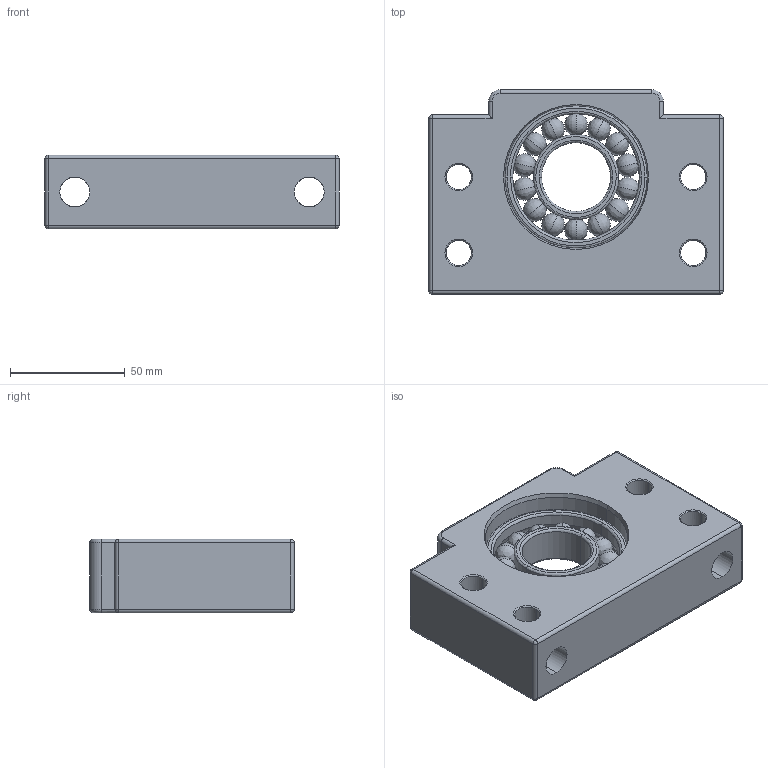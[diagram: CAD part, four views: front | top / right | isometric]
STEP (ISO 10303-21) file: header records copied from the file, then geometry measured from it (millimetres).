
FILE_DESCRIPTION (( 'STEP AP214' ), '1' );
FILE_NAME ('BF30疒玉.STEP', '2018-12-10T04:59:13', ( 'Windows 荤侩磊' ), ( '' ), 'SwSTEP 2.0', 'SolidWorks 2013', '' );
FILE_SCHEMA (( 'AUTOMOTIVE_DESIGN' ));
Length unit declared in the file: millimetre
Products named in the file (3): BF30疒玉; 6206ZZ; BF30軸承座_體(成_)
Assembly tree (2 placements, depth 2):
  BF30疒玉
    BF30軸承座_體(成_)
    6206ZZ
Bounding box: 128 x 89 x 32 mm (x, y, z)
Volume: 239202.7 mm3; surface area: 57560.6 mm2
Topology: 17 solids, 17 shells, 162 faces, 408 edges, 210 vertices
Faces by surface type: cylinder 60, bspline 50, cone 24, plane 16, sphere 8, torus 4
Entity records: 5879 total; most frequent: CARTESIAN_POINT 2267, DIRECTION 702, ORIENTED_EDGE 688, EDGE_CURVE 344, AXIS2_PLACEMENT_3D 293, VERTEX_POINT 210, EDGE_LOOP 182, CIRCLE 176
